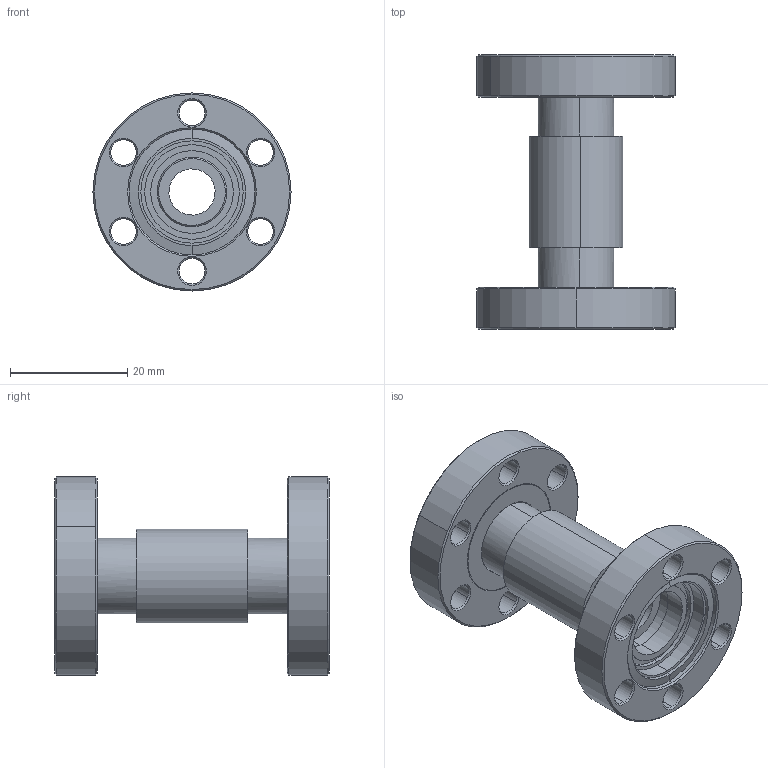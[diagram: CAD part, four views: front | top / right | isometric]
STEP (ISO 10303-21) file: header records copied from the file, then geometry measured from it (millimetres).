
FILE_DESCRIPTION (( 'STEP AP203' ), '1' );
FILE_NAME ('A1991-1-CF.STEP', '2011-10-05T18:04:38', ( '' ), ( '' ), 'SwSTEP 2.0', 'SolidWorks 2011', '' );
FILE_SCHEMA (( 'CONFIG_CONTROL_DESIGN' ));
Length unit declared in the file: inch
Products named in the file (1): A1991-1-CF
Bounding box: 33.78 x 46.79 x 33.78 mm (x, y, z)
Volume: 12388.6 mm3; surface area: 9889.5 mm2
Topology: 1 solids, 1 shells, 166 faces, 362 edges, 218 vertices
Faces by surface type: cone 72, cylinder 72, plane 22
Entity records: 4695 total; most frequent: DIRECTION 914, CARTESIAN_POINT 747, ORIENTED_EDGE 724, AXIS2_PLACEMENT_3D 385, EDGE_CURVE 362, CIRCLE 218, VERTEX_POINT 218, EDGE_LOOP 212
